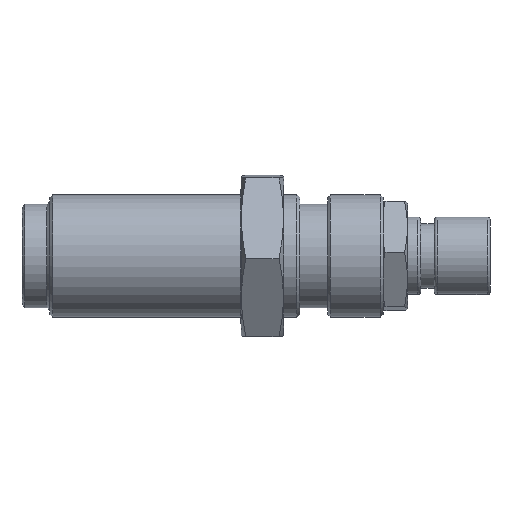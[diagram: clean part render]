
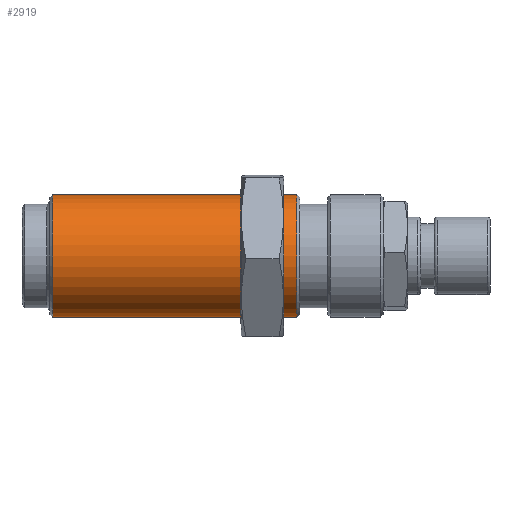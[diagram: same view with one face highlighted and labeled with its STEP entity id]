
A CAD part, front view. The second image highlights one B-rep face of the part: STEP entity #2919.
In plain terms, the highlighted cylindrical face has radius 11 mm (diameter 22 mm), a partial arc.
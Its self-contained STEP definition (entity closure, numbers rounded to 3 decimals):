
#36 = DIRECTION ( 'NONE',  ( 0., 0., 1. ) ) ;
#223 = CIRCLE ( 'NONE', #3927, 11. ) ;
#235 = CARTESIAN_POINT ( 'NONE',  ( 0., 0., 0. ) ) ;
#245 = CARTESIAN_POINT ( 'NONE',  ( 5.5, 0., 11. ) ) ;
#648 = CARTESIAN_POINT ( 'NONE',  ( 5.5, 0., 0. ) ) ;
#697 = DIRECTION ( 'NONE',  ( -1., 0., 0. ) ) ;
#721 = EDGE_CURVE ( 'NONE', #3296, #766, #1593, .T. ) ;
#723 = AXIS2_PLACEMENT_3D ( 'NONE', #235, #2848, #1791 ) ;
#746 = LINE ( 'NONE', #2587, #3852 ) ;
#766 = VERTEX_POINT ( 'NONE', #2336 ) ;
#802 = CYLINDRICAL_SURFACE ( 'NONE', #723, 11. ) ;
#899 = VERTEX_POINT ( 'NONE', #2114 ) ;
#1131 = CIRCLE ( 'NONE', #1322, 11. ) ;
#1292 = EDGE_CURVE ( 'NONE', #3296, #899, #1131, .T. ) ;
#1322 = AXIS2_PLACEMENT_3D ( 'NONE', #3088, #2798, #36 ) ;
#1409 = EDGE_CURVE ( 'NONE', #3211, #766, #223, .T. ) ;
#1593 = LINE ( 'NONE', #3484, #1767 ) ;
#1767 = VECTOR ( 'NONE', #697, 1000. ) ;
#1791 = DIRECTION ( 'NONE',  ( 0., 0., 1. ) ) ;
#2114 = CARTESIAN_POINT ( 'NONE',  ( 49.5, 0., 11. ) ) ;
#2147 = EDGE_LOOP ( 'NONE', ( #3022, #3152, #2469, #2761 ) ) ;
#2204 = CARTESIAN_POINT ( 'NONE',  ( 49.5, 0., -11. ) ) ;
#2336 = CARTESIAN_POINT ( 'NONE',  ( 5.5, 0., -11. ) ) ;
#2469 = ORIENTED_EDGE ( 'NONE', *, *, #3767, .T. ) ;
#2587 = CARTESIAN_POINT ( 'NONE',  ( 0., 0., 11. ) ) ;
#2761 = ORIENTED_EDGE ( 'NONE', *, *, #1409, .T. ) ;
#2798 = DIRECTION ( 'NONE',  ( -1., 0., 0. ) ) ;
#2848 = DIRECTION ( 'NONE',  ( -1., 0., 0. ) ) ;
#2919 = ADVANCED_FACE ( 'NONE', ( #3896 ), #802, .T. ) ;
#3022 = ORIENTED_EDGE ( 'NONE', *, *, #721, .F. ) ;
#3088 = CARTESIAN_POINT ( 'NONE',  ( 49.5, 0., 0. ) ) ;
#3138 = DIRECTION ( 'NONE',  ( -1., 0., 0. ) ) ;
#3152 = ORIENTED_EDGE ( 'NONE', *, *, #1292, .T. ) ;
#3211 = VERTEX_POINT ( 'NONE', #245 ) ;
#3296 = VERTEX_POINT ( 'NONE', #2204 ) ;
#3396 = DIRECTION ( 'NONE',  ( 0., 0., -1. ) ) ;
#3484 = CARTESIAN_POINT ( 'NONE',  ( 0., 0., -11. ) ) ;
#3767 = EDGE_CURVE ( 'NONE', #899, #3211, #746, .T. ) ;
#3776 = DIRECTION ( 'NONE',  ( 1., 0., 0. ) ) ;
#3852 = VECTOR ( 'NONE', #3138, 1000. ) ;
#3896 = FACE_OUTER_BOUND ( 'NONE', #2147, .T. ) ;
#3927 = AXIS2_PLACEMENT_3D ( 'NONE', #648, #3776, #3396 ) ;
